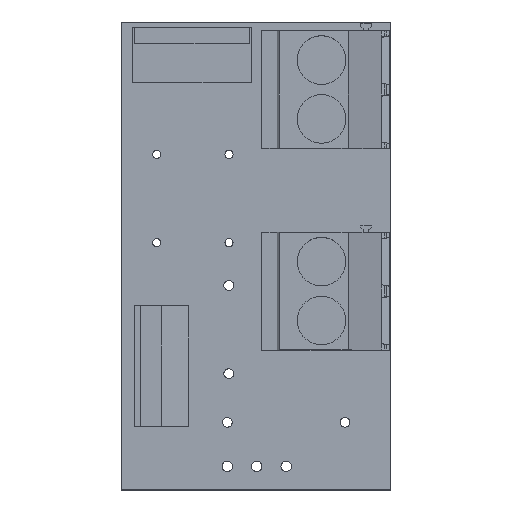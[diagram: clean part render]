
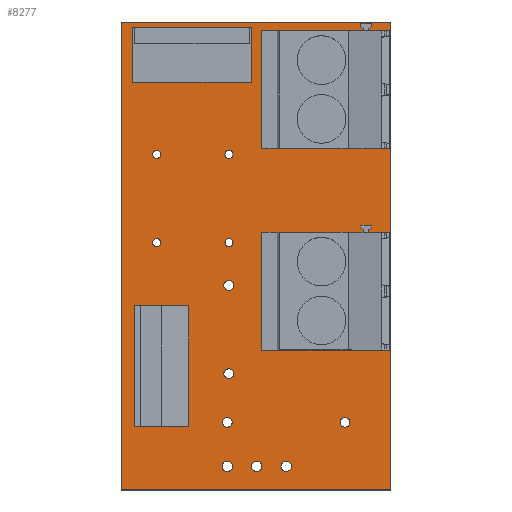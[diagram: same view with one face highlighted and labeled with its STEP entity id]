
A CAD part, top view. The second image highlights one B-rep face of the part: STEP entity #8277.
In plain terms, the highlighted planar face has unit normal (0, 0, 1).
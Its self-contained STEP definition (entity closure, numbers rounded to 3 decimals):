
#7392 = VERTEX_POINT('',#7393);
#7393 = CARTESIAN_POINT('',(128.905,83.82,0.));
#7399 = EDGE_CURVE('',#7392,#7400,#7402,.T.);
#7400 = VERTEX_POINT('',#7401);
#7401 = CARTESIAN_POINT('',(152.146,83.82,0.));
#7402 = LINE('',#7403,#7404);
#7403 = CARTESIAN_POINT('',(128.905,83.82,0.));
#7404 = VECTOR('',#7405,1.);
#7405 = DIRECTION('',(1.,0.,0.));
#7430 = EDGE_CURVE('',#7400,#7431,#7433,.T.);
#7431 = VERTEX_POINT('',#7432);
#7432 = CARTESIAN_POINT('',(152.146,124.206,0.));
#7433 = LINE('',#7434,#7435);
#7434 = CARTESIAN_POINT('',(152.146,83.82,0.));
#7435 = VECTOR('',#7436,1.);
#7436 = DIRECTION('',(0.,1.,0.));
#7461 = EDGE_CURVE('',#7431,#7462,#7464,.T.);
#7462 = VERTEX_POINT('',#7463);
#7463 = CARTESIAN_POINT('',(128.905,124.206,0.));
#7464 = LINE('',#7465,#7466);
#7465 = CARTESIAN_POINT('',(152.146,124.206,0.));
#7466 = VECTOR('',#7467,1.);
#7467 = DIRECTION('',(-1.,0.,0.));
#7492 = EDGE_CURVE('',#7462,#7392,#7493,.T.);
#7493 = LINE('',#7494,#7495);
#7494 = CARTESIAN_POINT('',(128.905,124.206,0.));
#7495 = VECTOR('',#7496,1.);
#7496 = DIRECTION('',(0.,-1.,0.));
#7516 = VERTEX_POINT('',#7517);
#7517 = CARTESIAN_POINT('',(133.883,94.488,0.));
#7523 = EDGE_CURVE('',#7516,#7516,#7524,.T.);
#7524 = CIRCLE('',#7525,0.64);
#7525 = AXIS2_PLACEMENT_3D('',#7526,#7527,#7528);
#7526 = CARTESIAN_POINT('',(133.243,94.488,0.));
#7527 = DIRECTION('',(0.,0.,1.));
#7528 = DIRECTION('',(1.,0.,0.));
#7549 = VERTEX_POINT('',#7550);
#7550 = CARTESIAN_POINT('',(133.883,97.028,0.));
#7556 = EDGE_CURVE('',#7549,#7549,#7557,.T.);
#7557 = CIRCLE('',#7558,0.64);
#7558 = AXIS2_PLACEMENT_3D('',#7559,#7560,#7561);
#7559 = CARTESIAN_POINT('',(133.243,97.028,0.));
#7560 = DIRECTION('',(0.,0.,1.));
#7561 = DIRECTION('',(1.,0.,0.));
#7582 = VERTEX_POINT('',#7583);
#7583 = CARTESIAN_POINT('',(138.499,85.852,0.));
#7589 = EDGE_CURVE('',#7582,#7582,#7590,.T.);
#7590 = CIRCLE('',#7591,0.45);
#7591 = AXIS2_PLACEMENT_3D('',#7592,#7593,#7594);
#7592 = CARTESIAN_POINT('',(138.049,85.852,0.));
#7593 = DIRECTION('',(0.,0.,1.));
#7594 = DIRECTION('',(1.,0.,0.));
#7615 = VERTEX_POINT('',#7616);
#7616 = CARTESIAN_POINT('',(133.883,91.948,0.));
#7622 = EDGE_CURVE('',#7615,#7615,#7623,.T.);
#7623 = CIRCLE('',#7624,0.64);
#7624 = AXIS2_PLACEMENT_3D('',#7625,#7626,#7627);
#7625 = CARTESIAN_POINT('',(133.243,91.948,0.));
#7626 = DIRECTION('',(0.,0.,1.));
#7627 = DIRECTION('',(1.,0.,0.));
#7648 = VERTEX_POINT('',#7649);
#7649 = CARTESIAN_POINT('',(138.474,89.662,0.));
#7655 = EDGE_CURVE('',#7648,#7648,#7656,.T.);
#7656 = CIRCLE('',#7657,0.425);
#7657 = AXIS2_PLACEMENT_3D('',#7658,#7659,#7660);
#7658 = CARTESIAN_POINT('',(138.049,89.662,0.));
#7659 = DIRECTION('',(0.,0.,1.));
#7660 = DIRECTION('',(1.,0.,0.));
#7681 = VERTEX_POINT('',#7682);
#7682 = CARTESIAN_POINT('',(132.303,105.156,0.));
#7688 = EDGE_CURVE('',#7681,#7681,#7689,.T.);
#7689 = CIRCLE('',#7690,0.35);
#7690 = AXIS2_PLACEMENT_3D('',#7691,#7692,#7693);
#7691 = CARTESIAN_POINT('',(131.953,105.156,0.));
#7692 = DIRECTION('',(0.,0.,1.));
#7693 = DIRECTION('',(1.,0.,0.));
#7714 = VERTEX_POINT('',#7715);
#7715 = CARTESIAN_POINT('',(132.303,112.776,0.));
#7721 = EDGE_CURVE('',#7714,#7714,#7722,.T.);
#7722 = CIRCLE('',#7723,0.35);
#7723 = AXIS2_PLACEMENT_3D('',#7724,#7725,#7726);
#7724 = CARTESIAN_POINT('',(131.953,112.776,0.));
#7725 = DIRECTION('',(0.,0.,1.));
#7726 = DIRECTION('',(1.,0.,0.));
#7747 = VERTEX_POINT('',#7748);
#7748 = CARTESIAN_POINT('',(138.041,121.031,0.));
#7754 = EDGE_CURVE('',#7747,#7747,#7755,.T.);
#7755 = CIRCLE('',#7756,0.5);
#7756 = AXIS2_PLACEMENT_3D('',#7757,#7758,#7759);
#7757 = CARTESIAN_POINT('',(137.541,121.031,0.));
#7758 = DIRECTION('',(0.,0.,1.));
#7759 = DIRECTION('',(1.,0.,0.));
#7780 = VERTEX_POINT('',#7781);
#7781 = CARTESIAN_POINT('',(132.961,121.031,0.));
#7787 = EDGE_CURVE('',#7780,#7780,#7788,.T.);
#7788 = CIRCLE('',#7789,0.5);
#7789 = AXIS2_PLACEMENT_3D('',#7790,#7791,#7792);
#7790 = CARTESIAN_POINT('',(132.461,121.031,0.));
#7791 = DIRECTION('',(0.,0.,1.));
#7792 = DIRECTION('',(1.,0.,0.));
#7813 = VERTEX_POINT('',#7814);
#7814 = CARTESIAN_POINT('',(135.501,121.031,0.));
#7820 = EDGE_CURVE('',#7813,#7813,#7821,.T.);
#7821 = CIRCLE('',#7822,0.5);
#7822 = AXIS2_PLACEMENT_3D('',#7823,#7824,#7825);
#7823 = CARTESIAN_POINT('',(135.001,121.031,0.));
#7824 = DIRECTION('',(0.,0.,1.));
#7825 = DIRECTION('',(1.,0.,0.));
#7846 = VERTEX_POINT('',#7847);
#7847 = CARTESIAN_POINT('',(141.039,85.852,0.));
#7853 = EDGE_CURVE('',#7846,#7846,#7854,.T.);
#7854 = CIRCLE('',#7855,0.45);
#7855 = AXIS2_PLACEMENT_3D('',#7856,#7857,#7858);
#7856 = CARTESIAN_POINT('',(140.589,85.852,0.));
#7857 = DIRECTION('',(0.,0.,1.));
#7858 = DIRECTION('',(1.,0.,0.));
#7879 = VERTEX_POINT('',#7880);
#7880 = CARTESIAN_POINT('',(138.601,93.853,0.));
#7886 = EDGE_CURVE('',#7879,#7879,#7887,.T.);
#7887 = CIRCLE('',#7888,0.425);
#7888 = AXIS2_PLACEMENT_3D('',#7889,#7890,#7891);
#7889 = CARTESIAN_POINT('',(138.176,93.853,0.));
#7890 = DIRECTION('',(0.,0.,1.));
#7891 = DIRECTION('',(1.,0.,0.));
#7912 = VERTEX_POINT('',#7913);
#7913 = CARTESIAN_POINT('',(143.579,85.852,0.));
#7919 = EDGE_CURVE('',#7912,#7912,#7920,.T.);
#7920 = CIRCLE('',#7921,0.45);
#7921 = AXIS2_PLACEMENT_3D('',#7922,#7923,#7924);
#7922 = CARTESIAN_POINT('',(143.129,85.852,0.));
#7923 = DIRECTION('',(0.,0.,1.));
#7924 = DIRECTION('',(1.,0.,0.));
#7945 = VERTEX_POINT('',#7946);
#7946 = CARTESIAN_POINT('',(147.208,98.425,0.));
#7952 = EDGE_CURVE('',#7945,#7945,#7953,.T.);
#7953 = CIRCLE('',#7954,0.65);
#7954 = AXIS2_PLACEMENT_3D('',#7955,#7956,#7957);
#7955 = CARTESIAN_POINT('',(146.558,98.425,0.));
#7956 = DIRECTION('',(0.,0.,1.));
#7957 = DIRECTION('',(1.,0.,0.));
#7978 = VERTEX_POINT('',#7979);
#7979 = CARTESIAN_POINT('',(148.634,89.662,0.));
#7985 = EDGE_CURVE('',#7978,#7978,#7986,.T.);
#7986 = CIRCLE('',#7987,0.425);
#7987 = AXIS2_PLACEMENT_3D('',#7988,#7989,#7990);
#7988 = CARTESIAN_POINT('',(148.209,89.662,0.));
#7989 = DIRECTION('',(0.,0.,1.));
#7990 = DIRECTION('',(1.,0.,0.));
#8011 = VERTEX_POINT('',#8012);
#8012 = CARTESIAN_POINT('',(138.601,101.473,0.));
#8018 = EDGE_CURVE('',#8011,#8011,#8019,.T.);
#8019 = CIRCLE('',#8020,0.425);
#8020 = AXIS2_PLACEMENT_3D('',#8021,#8022,#8023);
#8021 = CARTESIAN_POINT('',(138.176,101.473,0.));
#8022 = DIRECTION('',(0.,0.,1.));
#8023 = DIRECTION('',(1.,0.,0.));
#8044 = VERTEX_POINT('',#8045);
#8045 = CARTESIAN_POINT('',(138.546,112.776,0.));
#8051 = EDGE_CURVE('',#8044,#8044,#8052,.T.);
#8052 = CIRCLE('',#8053,0.35);
#8053 = AXIS2_PLACEMENT_3D('',#8054,#8055,#8056);
#8054 = CARTESIAN_POINT('',(138.196,112.776,0.));
#8055 = DIRECTION('',(0.,0.,1.));
#8056 = DIRECTION('',(1.,0.,0.));
#8077 = VERTEX_POINT('',#8078);
#8078 = CARTESIAN_POINT('',(138.546,105.156,0.));
#8084 = EDGE_CURVE('',#8077,#8077,#8085,.T.);
#8085 = CIRCLE('',#8086,0.35);
#8086 = AXIS2_PLACEMENT_3D('',#8087,#8088,#8089);
#8087 = CARTESIAN_POINT('',(138.196,105.156,0.));
#8088 = DIRECTION('',(0.,0.,1.));
#8089 = DIRECTION('',(1.,0.,0.));
#8110 = VERTEX_POINT('',#8111);
#8111 = CARTESIAN_POINT('',(147.208,103.505,0.));
#8117 = EDGE_CURVE('',#8110,#8110,#8118,.T.);
#8118 = CIRCLE('',#8119,0.65);
#8119 = AXIS2_PLACEMENT_3D('',#8120,#8121,#8122);
#8120 = CARTESIAN_POINT('',(146.558,103.505,0.));
#8121 = DIRECTION('',(0.,0.,1.));
#8122 = DIRECTION('',(1.,0.,0.));
#8143 = VERTEX_POINT('',#8144);
#8144 = CARTESIAN_POINT('',(147.208,120.904,0.));
#8150 = EDGE_CURVE('',#8143,#8143,#8151,.T.);
#8151 = CIRCLE('',#8152,0.65);
#8152 = AXIS2_PLACEMENT_3D('',#8153,#8154,#8155);
#8153 = CARTESIAN_POINT('',(146.558,120.904,0.));
#8154 = DIRECTION('',(0.,0.,1.));
#8155 = DIRECTION('',(1.,0.,0.));
#8176 = VERTEX_POINT('',#8177);
#8177 = CARTESIAN_POINT('',(147.208,115.824,0.));
#8183 = EDGE_CURVE('',#8176,#8176,#8184,.T.);
#8184 = CIRCLE('',#8185,0.65);
#8185 = AXIS2_PLACEMENT_3D('',#8186,#8187,#8188);
#8186 = CARTESIAN_POINT('',(146.558,115.824,0.));
#8187 = DIRECTION('',(0.,0.,1.));
#8188 = DIRECTION('',(1.,0.,0.));
#8277 = ADVANCED_FACE('',(#8278,#8284,#8287,#8290,#8293,#8296,#8299,
    #8302,#8305,#8308,#8311,#8314,#8317,#8320,#8323,#8326,#8329,#8332,
    #8335,#8338,#8341,#8344),#8347,.F.);
#8278 = FACE_BOUND('',#8279,.T.);
#8279 = EDGE_LOOP('',(#8280,#8281,#8282,#8283));
#8280 = ORIENTED_EDGE('',*,*,#7399,.T.);
#8281 = ORIENTED_EDGE('',*,*,#7430,.T.);
#8282 = ORIENTED_EDGE('',*,*,#7461,.T.);
#8283 = ORIENTED_EDGE('',*,*,#7492,.T.);
#8284 = FACE_BOUND('',#8285,.F.);
#8285 = EDGE_LOOP('',(#8286));
#8286 = ORIENTED_EDGE('',*,*,#7523,.T.);
#8287 = FACE_BOUND('',#8288,.F.);
#8288 = EDGE_LOOP('',(#8289));
#8289 = ORIENTED_EDGE('',*,*,#7556,.T.);
#8290 = FACE_BOUND('',#8291,.F.);
#8291 = EDGE_LOOP('',(#8292));
#8292 = ORIENTED_EDGE('',*,*,#7589,.T.);
#8293 = FACE_BOUND('',#8294,.F.);
#8294 = EDGE_LOOP('',(#8295));
#8295 = ORIENTED_EDGE('',*,*,#7622,.T.);
#8296 = FACE_BOUND('',#8297,.F.);
#8297 = EDGE_LOOP('',(#8298));
#8298 = ORIENTED_EDGE('',*,*,#7655,.T.);
#8299 = FACE_BOUND('',#8300,.F.);
#8300 = EDGE_LOOP('',(#8301));
#8301 = ORIENTED_EDGE('',*,*,#7688,.T.);
#8302 = FACE_BOUND('',#8303,.F.);
#8303 = EDGE_LOOP('',(#8304));
#8304 = ORIENTED_EDGE('',*,*,#7721,.T.);
#8305 = FACE_BOUND('',#8306,.F.);
#8306 = EDGE_LOOP('',(#8307));
#8307 = ORIENTED_EDGE('',*,*,#7754,.T.);
#8308 = FACE_BOUND('',#8309,.F.);
#8309 = EDGE_LOOP('',(#8310));
#8310 = ORIENTED_EDGE('',*,*,#7787,.T.);
#8311 = FACE_BOUND('',#8312,.F.);
#8312 = EDGE_LOOP('',(#8313));
#8313 = ORIENTED_EDGE('',*,*,#7820,.T.);
#8314 = FACE_BOUND('',#8315,.F.);
#8315 = EDGE_LOOP('',(#8316));
#8316 = ORIENTED_EDGE('',*,*,#7853,.T.);
#8317 = FACE_BOUND('',#8318,.F.);
#8318 = EDGE_LOOP('',(#8319));
#8319 = ORIENTED_EDGE('',*,*,#7886,.T.);
#8320 = FACE_BOUND('',#8321,.F.);
#8321 = EDGE_LOOP('',(#8322));
#8322 = ORIENTED_EDGE('',*,*,#7919,.T.);
#8323 = FACE_BOUND('',#8324,.F.);
#8324 = EDGE_LOOP('',(#8325));
#8325 = ORIENTED_EDGE('',*,*,#7952,.T.);
#8326 = FACE_BOUND('',#8327,.F.);
#8327 = EDGE_LOOP('',(#8328));
#8328 = ORIENTED_EDGE('',*,*,#7985,.T.);
#8329 = FACE_BOUND('',#8330,.F.);
#8330 = EDGE_LOOP('',(#8331));
#8331 = ORIENTED_EDGE('',*,*,#8018,.T.);
#8332 = FACE_BOUND('',#8333,.F.);
#8333 = EDGE_LOOP('',(#8334));
#8334 = ORIENTED_EDGE('',*,*,#8051,.T.);
#8335 = FACE_BOUND('',#8336,.F.);
#8336 = EDGE_LOOP('',(#8337));
#8337 = ORIENTED_EDGE('',*,*,#8084,.T.);
#8338 = FACE_BOUND('',#8339,.F.);
#8339 = EDGE_LOOP('',(#8340));
#8340 = ORIENTED_EDGE('',*,*,#8117,.T.);
#8341 = FACE_BOUND('',#8342,.F.);
#8342 = EDGE_LOOP('',(#8343));
#8343 = ORIENTED_EDGE('',*,*,#8150,.T.);
#8344 = FACE_BOUND('',#8345,.F.);
#8345 = EDGE_LOOP('',(#8346));
#8346 = ORIENTED_EDGE('',*,*,#8183,.T.);
#8347 = PLANE('',#8348);
#8348 = AXIS2_PLACEMENT_3D('',#8349,#8350,#8351);
#8349 = CARTESIAN_POINT('',(128.905,83.82,0.));
#8350 = DIRECTION('',(0.,0.,-1.));
#8351 = DIRECTION('',(-1.,0.,0.));
